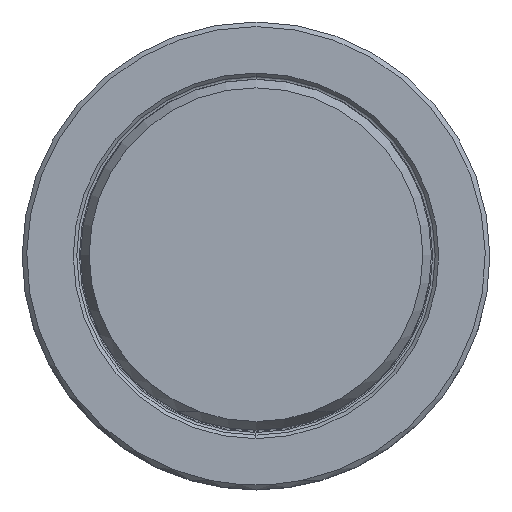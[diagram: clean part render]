
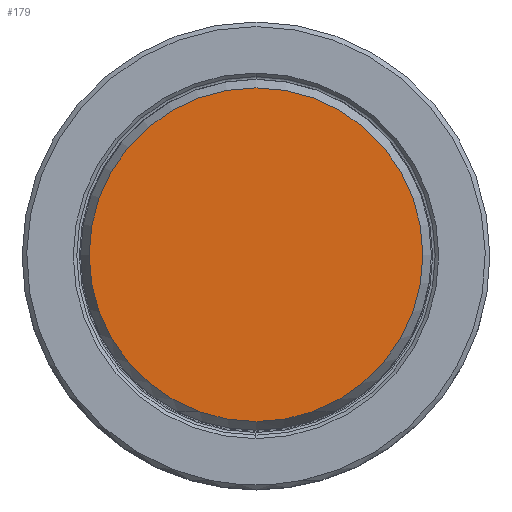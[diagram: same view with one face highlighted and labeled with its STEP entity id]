
A CAD part, top view. The second image highlights one B-rep face of the part: STEP entity #179.
In plain terms, the highlighted planar face has unit normal (0, 0, 1).
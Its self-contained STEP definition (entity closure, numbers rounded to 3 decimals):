
#35=PLANE('',#1341);
#179=ADVANCED_FACE('',(#255),#35,.F.);
#255=FACE_OUTER_BOUND('',#325,.T.);
#325=EDGE_LOOP('',(#608,#609,#610));
#608=ORIENTED_EDGE('',*,*,#849,.F.);
#609=ORIENTED_EDGE('',*,*,#846,.F.);
#610=ORIENTED_EDGE('',*,*,#845,.F.);
#701=VERTEX_POINT('',#2774);
#702=VERTEX_POINT('',#2775);
#703=VERTEX_POINT('',#2777);
#845=EDGE_CURVE('',#701,#702,#997,.T.);
#846=EDGE_CURVE('',#702,#703,#998,.T.);
#849=EDGE_CURVE('',#703,#701,#999,.T.);
#997=CIRCLE('',#1336,18.122);
#998=CIRCLE('',#1337,18.122);
#999=CIRCLE('',#1339,18.122);
#1336=AXIS2_PLACEMENT_3D('',#2773,#1676,#1677);
#1337=AXIS2_PLACEMENT_3D('',#2776,#1678,#1679);
#1339=AXIS2_PLACEMENT_3D('',#2791,#1682,#1683);
#1341=AXIS2_PLACEMENT_3D('',#2793,#1686,#1687);
#1676=DIRECTION('',(0.,0.,-1.));
#1677=DIRECTION('',(-0.339,-0.941,0.));
#1678=DIRECTION('',(0.,0.,-1.));
#1679=DIRECTION('',(0.,1.,0.));
#1682=DIRECTION('',(0.,0.,-1.));
#1683=DIRECTION('',(0.339,-0.941,0.));
#1686=DIRECTION('',(0.,0.,-1.));
#1687=DIRECTION('',(-1.,0.,0.));
#2773=CARTESIAN_POINT('',(0.,0.,69.85));
#2774=CARTESIAN_POINT('',(-6.141,-17.05,69.85));
#2775=CARTESIAN_POINT('',(0.,18.122,69.85));
#2776=CARTESIAN_POINT('',(0.,0.,69.85));
#2777=CARTESIAN_POINT('',(6.141,-17.05,69.85));
#2791=CARTESIAN_POINT('',(0.,0.,69.85));
#2793=CARTESIAN_POINT('',(0.,0.,69.85));
